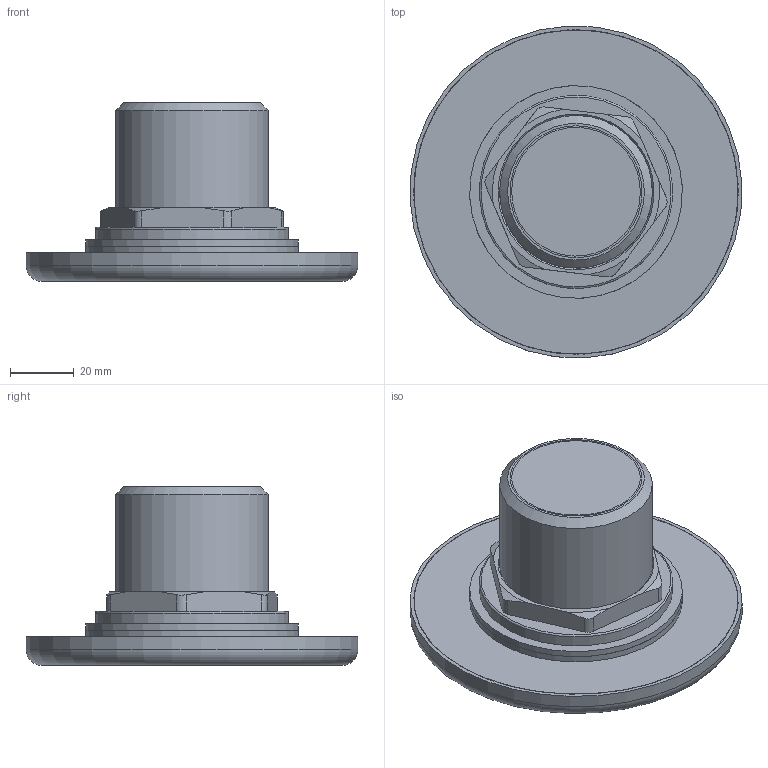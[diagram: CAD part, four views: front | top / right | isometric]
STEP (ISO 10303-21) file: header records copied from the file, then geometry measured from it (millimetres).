
FILE_DESCRIPTION (( 'STEP AP203' ), '1' );
FILE_NAME ('婘.100.2.STEP', '2025-03-14T08:56:33', ( '' ), ( '' ), 'SwSTEP 2.0', 'SolidWorks 2022', '' );
FILE_SCHEMA (( 'CONFIG_CONTROL_DESIGN' ));
Length unit declared in the file: millimetre
Products named in the file (1): ФП.100.2
Bounding box: 103.86 x 103.86 x 56 mm (x, y, z)
Volume: 131530.8 mm3; surface area: 77144.1 mm2
Topology: 8 solids, 8 shells, 72 faces, 156 edges, 97 vertices
Faces by surface type: cylinder 24, plane 23, cone 12, torus 9, sphere 4
Full cylindrical faces by diameter (mm): 22.5 x2, 33.2 x1, 36.2 x1, 40.3 x1, 41.319 x1, 44 x2, 47.8 x1, 47.803 x1, 48.2 x2, 60.5 x1, 66.6 x2, 101.6 x2, 104 x1
Entity records: 1827 total; most frequent: CARTESIAN_POINT 369, DIRECTION 298, ORIENTED_EDGE 212, AXIS2_PLACEMENT_3D 137, EDGE_LOOP 124, EDGE_CURVE 106, FACE_OUTER_BOUND 103, VERTEX_POINT 88
